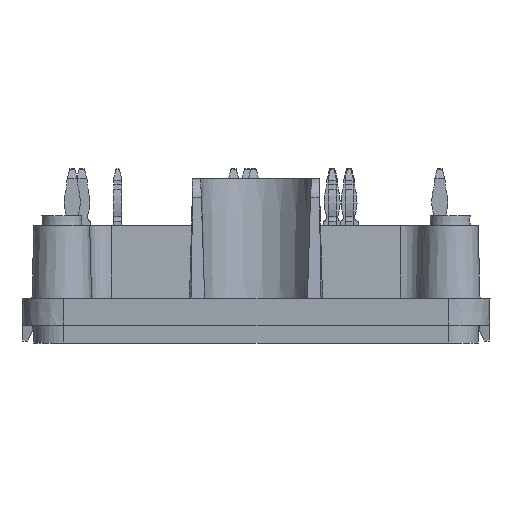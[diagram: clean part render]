
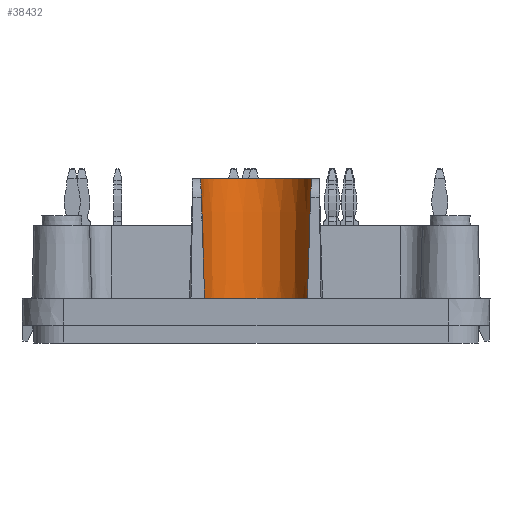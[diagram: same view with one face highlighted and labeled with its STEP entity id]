
A CAD part, left-side view. The second image highlights one B-rep face of the part: STEP entity #38432.
In plain terms, the highlighted conical face has half-angle 1 degrees and reference radius 5.538 mm.
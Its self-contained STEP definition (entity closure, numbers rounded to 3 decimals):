
#127=CONICAL_SURFACE('',#40360,5.538,0.017);
#423=B_SPLINE_CURVE_WITH_KNOTS('',3,(#53868,#53869,#53870,#53871,#53872),
 .UNSPECIFIED.,.F.,.F.,(4,1,4),(0.,0.002,0.003),
 .UNSPECIFIED.);
#424=B_SPLINE_CURVE_WITH_KNOTS('',3,(#53880,#53881,#53882,#53883,#53884),
 .UNSPECIFIED.,.F.,.F.,(4,1,4),(0.,0.002,
0.003),.UNSPECIFIED.);
#493=ELLIPSE('',#40353,126.261,6.231);
#494=ELLIPSE('',#40359,126.261,6.231);
#9003=ORIENTED_EDGE('',*,*,#15515,.F.);
#9004=ORIENTED_EDGE('',*,*,#16508,.T.);
#9005=ORIENTED_EDGE('',*,*,#16506,.T.);
#9006=ORIENTED_EDGE('',*,*,#16504,.T.);
#9007=ORIENTED_EDGE('',*,*,#16502,.T.);
#9008=ORIENTED_EDGE('',*,*,#16500,.T.);
#9009=ORIENTED_EDGE('',*,*,#16491,.T.);
#15515=EDGE_CURVE('',#19722,#19722,#22505,.T.);
#16491=EDGE_CURVE('',#20382,#20381,#22810,.T.);
#16500=EDGE_CURVE('',#20386,#20382,#493,.F.);
#16502=EDGE_CURVE('',#20387,#20386,#423,.T.);
#16504=EDGE_CURVE('',#20388,#20387,#22813,.F.);
#16506=EDGE_CURVE('',#20389,#20388,#424,.T.);
#16508=EDGE_CURVE('',#20381,#20389,#494,.F.);
#19722=VERTEX_POINT('',#50789);
#20381=VERTEX_POINT('',#53841);
#20382=VERTEX_POINT('',#53843);
#20386=VERTEX_POINT('',#53865);
#20387=VERTEX_POINT('',#53873);
#20388=VERTEX_POINT('',#53877);
#20389=VERTEX_POINT('',#53885);
#22505=CIRCLE('',#39629,5.349);
#22810=CIRCLE('',#40344,5.375);
#22813=CIRCLE('',#40356,5.585);
#23924=EDGE_LOOP('',(#9003));
#23925=EDGE_LOOP('',(#9004,#9005,#9006,#9007,#9008,#9009));
#25588=FACE_BOUND('',#23924,.T.);
#25589=FACE_BOUND('',#23925,.T.);
#38432=ADVANCED_FACE('',(#25588,#25589),#127,.F.);
#39629=AXIS2_PLACEMENT_3D('',#50788,#42497,#42498);
#40344=AXIS2_PLACEMENT_3D('',#53842,#44281,#44282);
#40353=AXIS2_PLACEMENT_3D('',#53864,#44303,#44304);
#40356=AXIS2_PLACEMENT_3D('',#53876,#44311,#44312);
#40359=AXIS2_PLACEMENT_3D('',#53888,#44319,#44320);
#40360=AXIS2_PLACEMENT_3D('',#53889,#44321,#44322);
#42497=DIRECTION('',(0.,0.,1.));
#42498=DIRECTION('',(1.,0.,0.));
#44281=DIRECTION('',(0.,0.,1.));
#44282=DIRECTION('',(-1.,0.,0.));
#44303=DIRECTION('',(0.999,0.,-0.052));
#44304=DIRECTION('',(0.052,0.,0.999));
#44311=DIRECTION('',(0.,0.,-1.));
#44312=DIRECTION('',(1.,0.,0.));
#44319=DIRECTION('',(0.999,0.,-0.052));
#44320=DIRECTION('',(0.052,0.,0.999));
#44321=DIRECTION('',(0.,0.,1.));
#44322=DIRECTION('',(-1.,0.,0.));
#50788=CARTESIAN_POINT('',(-46.5,0.,-0.3));
#50789=CARTESIAN_POINT('',(-41.151,0.,-0.3));
#53841=CARTESIAN_POINT('',(-48.,-5.162,1.2));
#53842=CARTESIAN_POINT('',(-46.5,0.,1.2));
#53843=CARTESIAN_POINT('',(-48.,5.162,1.2));
#53864=CARTESIAN_POINT('',(-44.299,0.,71.817));
#53865=CARTESIAN_POINT('',(-47.47,5.466,11.305));
#53868=CARTESIAN_POINT('',(-45.473,5.49,13.2));
#53869=CARTESIAN_POINT('',(-45.977,5.584,13.2));
#53870=CARTESIAN_POINT('',(-46.987,5.597,12.796));
#53871=CARTESIAN_POINT('',(-47.444,5.48,11.816));
#53872=CARTESIAN_POINT('',(-47.47,5.466,11.305));
#53873=CARTESIAN_POINT('',(-45.473,5.49,13.2));
#53876=CARTESIAN_POINT('',(-46.5,0.,13.2));
#53877=CARTESIAN_POINT('',(-45.473,-5.49,13.2));
#53880=CARTESIAN_POINT('',(-47.47,-5.466,11.305));
#53881=CARTESIAN_POINT('',(-47.444,-5.48,11.816));
#53882=CARTESIAN_POINT('',(-46.988,-5.597,12.795));
#53883=CARTESIAN_POINT('',(-45.977,-5.584,13.2));
#53884=CARTESIAN_POINT('',(-45.473,-5.49,13.2));
#53885=CARTESIAN_POINT('',(-47.47,-5.466,11.305));
#53888=CARTESIAN_POINT('',(-44.299,0.,71.817));
#53889=CARTESIAN_POINT('',(-46.5,0.,10.497));
